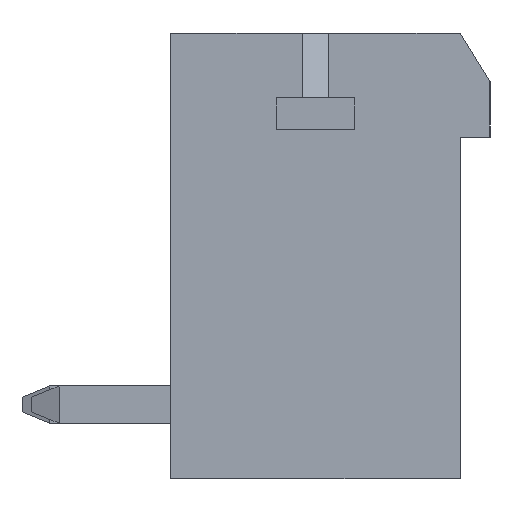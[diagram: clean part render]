
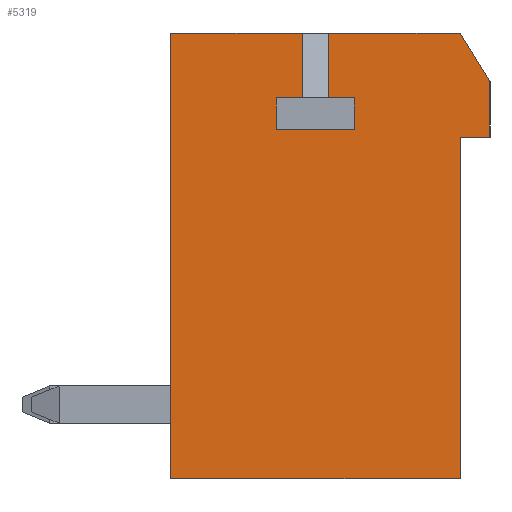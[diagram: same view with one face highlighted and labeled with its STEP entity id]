
A CAD part, left-side view. The second image highlights one B-rep face of the part: STEP entity #5319.
In plain terms, the highlighted planar face has unit normal (-1, 0, 0).
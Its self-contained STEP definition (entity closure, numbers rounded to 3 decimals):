
#127=ORIENTED_EDGE('',*,*,#1687,.T.);
#128=ORIENTED_EDGE('',*,*,#1688,.T.);
#129=ORIENTED_EDGE('',*,*,#1689,.T.);
#130=ORIENTED_EDGE('',*,*,#1690,.T.);
#131=ORIENTED_EDGE('',*,*,#1691,.T.);
#132=ORIENTED_EDGE('',*,*,#1692,.T.);
#133=ORIENTED_EDGE('',*,*,#1693,.T.);
#134=ORIENTED_EDGE('',*,*,#1694,.T.);
#135=ORIENTED_EDGE('',*,*,#1695,.T.);
#136=ORIENTED_EDGE('',*,*,#1696,.T.);
#137=ORIENTED_EDGE('',*,*,#1697,.T.);
#138=ORIENTED_EDGE('',*,*,#1698,.T.);
#139=ORIENTED_EDGE('',*,*,#1699,.T.);
#140=ORIENTED_EDGE('',*,*,#1700,.T.);
#141=ORIENTED_EDGE('',*,*,#1701,.T.);
#1687=EDGE_CURVE('',#2467,#2468,#2984,.T.);
#1688=EDGE_CURVE('',#2468,#2469,#2985,.T.);
#1689=EDGE_CURVE('',#2469,#2470,#2986,.T.);
#1690=EDGE_CURVE('',#2470,#2471,#2987,.T.);
#1691=EDGE_CURVE('',#2471,#2472,#2988,.T.);
#1692=EDGE_CURVE('',#2472,#2473,#2989,.T.);
#1693=EDGE_CURVE('',#2473,#2474,#2990,.T.);
#1694=EDGE_CURVE('',#2474,#2475,#2991,.T.);
#1695=EDGE_CURVE('',#2475,#2476,#2992,.T.);
#1696=EDGE_CURVE('',#2476,#2477,#2993,.T.);
#1697=EDGE_CURVE('',#2477,#2478,#2994,.T.);
#1698=EDGE_CURVE('',#2478,#2479,#2995,.T.);
#1699=EDGE_CURVE('',#2479,#2480,#2996,.T.);
#1700=EDGE_CURVE('',#2480,#2481,#2997,.T.);
#1701=EDGE_CURVE('',#2481,#2467,#2998,.T.);
#2467=VERTEX_POINT('',#7381);
#2468=VERTEX_POINT('',#7382);
#2469=VERTEX_POINT('',#7384);
#2470=VERTEX_POINT('',#7386);
#2471=VERTEX_POINT('',#7388);
#2472=VERTEX_POINT('',#7390);
#2473=VERTEX_POINT('',#7392);
#2474=VERTEX_POINT('',#7394);
#2475=VERTEX_POINT('',#7396);
#2476=VERTEX_POINT('',#7398);
#2477=VERTEX_POINT('',#7400);
#2478=VERTEX_POINT('',#7402);
#2479=VERTEX_POINT('',#7404);
#2480=VERTEX_POINT('',#7406);
#2481=VERTEX_POINT('',#7408);
#2984=LINE('',#7380,#3713);
#2985=LINE('',#7383,#3714);
#2986=LINE('',#7385,#3715);
#2987=LINE('',#7387,#3716);
#2988=LINE('',#7389,#3717);
#2989=LINE('',#7391,#3718);
#2990=LINE('',#7393,#3719);
#2991=LINE('',#7395,#3720);
#2992=LINE('',#7397,#3721);
#2993=LINE('',#7399,#3722);
#2994=LINE('',#7401,#3723);
#2995=LINE('',#7403,#3724);
#2996=LINE('',#7405,#3725);
#2997=LINE('',#7407,#3726);
#2998=LINE('',#7409,#3727);
#3713=VECTOR('',#5971,1000.);
#3714=VECTOR('',#5972,1000.);
#3715=VECTOR('',#5973,1000.);
#3716=VECTOR('',#5974,1000.);
#3717=VECTOR('',#5975,1000.);
#3718=VECTOR('',#5976,1000.);
#3719=VECTOR('',#5977,1000.);
#3720=VECTOR('',#5978,1000.);
#3721=VECTOR('',#5979,1000.);
#3722=VECTOR('',#5980,1000.);
#3723=VECTOR('',#5981,1000.);
#3724=VECTOR('',#5982,1000.);
#3725=VECTOR('',#5983,1000.);
#3726=VECTOR('',#5984,1000.);
#3727=VECTOR('',#5985,1000.);
#4442=EDGE_LOOP('',(#127,#128,#129,#130,#131,#132,#133,#134,#135,#136,#137,
#138,#139,#140,#141));
#4751=FACE_BOUND('',#4442,.T.);
#5060=PLANE('',#5627);
#5319=ADVANCED_FACE('',(#4751),#5060,.T.);
#5627=AXIS2_PLACEMENT_3D('',#7379,#5969,#5970);
#5969=DIRECTION('',(-1.,0.,0.));
#5970=DIRECTION('',(0.,0.,1.));
#5971=DIRECTION('',(0.,1.,0.));
#5972=DIRECTION('',(0.,0.,-1.));
#5973=DIRECTION('',(0.,-1.,0.));
#5974=DIRECTION('',(0.,0.,-1.));
#5975=DIRECTION('',(0.,1.,0.));
#5976=DIRECTION('',(0.,0.,1.));
#5977=DIRECTION('',(0.,-1.,0.));
#5978=DIRECTION('',(0.,0.,1.));
#5979=DIRECTION('',(0.,1.,0.));
#5980=DIRECTION('',(0.,0.,-1.));
#5981=DIRECTION('',(0.,-1.,0.));
#5982=DIRECTION('',(0.,0.,1.));
#5983=DIRECTION('',(0.,-1.,0.));
#5984=DIRECTION('',(0.,0.,1.));
#5985=DIRECTION('',(0.,0.524,0.852));
#7379=CARTESIAN_POINT('',(-18.78,0.,0.));
#7380=CARTESIAN_POINT('',(-18.78,-3.9,6.));
#7381=CARTESIAN_POINT('',(-18.78,-3.9,6.));
#7382=CARTESIAN_POINT('',(-18.78,-0.35,6.));
#7383=CARTESIAN_POINT('',(-18.78,-0.35,6.));
#7384=CARTESIAN_POINT('',(-18.78,-0.35,4.26));
#7385=CARTESIAN_POINT('',(-18.78,-0.35,4.26));
#7386=CARTESIAN_POINT('',(-18.78,-1.051,4.26));
#7387=CARTESIAN_POINT('',(-18.78,-1.051,4.26));
#7388=CARTESIAN_POINT('',(-18.78,-1.051,3.4));
#7389=CARTESIAN_POINT('',(-18.78,-1.051,3.4));
#7390=CARTESIAN_POINT('',(-18.78,1.051,3.4));
#7391=CARTESIAN_POINT('',(-18.78,1.051,3.4));
#7392=CARTESIAN_POINT('',(-18.78,1.051,4.26));
#7393=CARTESIAN_POINT('',(-18.78,1.051,4.26));
#7394=CARTESIAN_POINT('',(-18.78,0.35,4.26));
#7395=CARTESIAN_POINT('',(-18.78,0.35,4.26));
#7396=CARTESIAN_POINT('',(-18.78,0.35,6.));
#7397=CARTESIAN_POINT('',(-18.78,-3.9,6.));
#7398=CARTESIAN_POINT('',(-18.78,3.9,6.));
#7399=CARTESIAN_POINT('',(-18.78,3.9,6.));
#7400=CARTESIAN_POINT('',(-18.78,3.9,-6.));
#7401=CARTESIAN_POINT('',(-18.78,3.9,-6.));
#7402=CARTESIAN_POINT('',(-18.78,-3.9,-6.));
#7403=CARTESIAN_POINT('',(-18.78,-3.9,-6.));
#7404=CARTESIAN_POINT('',(-18.78,-3.9,3.2));
#7405=CARTESIAN_POINT('',(-18.78,-3.9,3.2));
#7406=CARTESIAN_POINT('',(-18.78,-4.7,3.2));
#7407=CARTESIAN_POINT('',(-18.78,-4.7,3.2));
#7408=CARTESIAN_POINT('',(-18.78,-4.7,4.7));
#7409=CARTESIAN_POINT('',(-18.78,-4.7,4.7));
